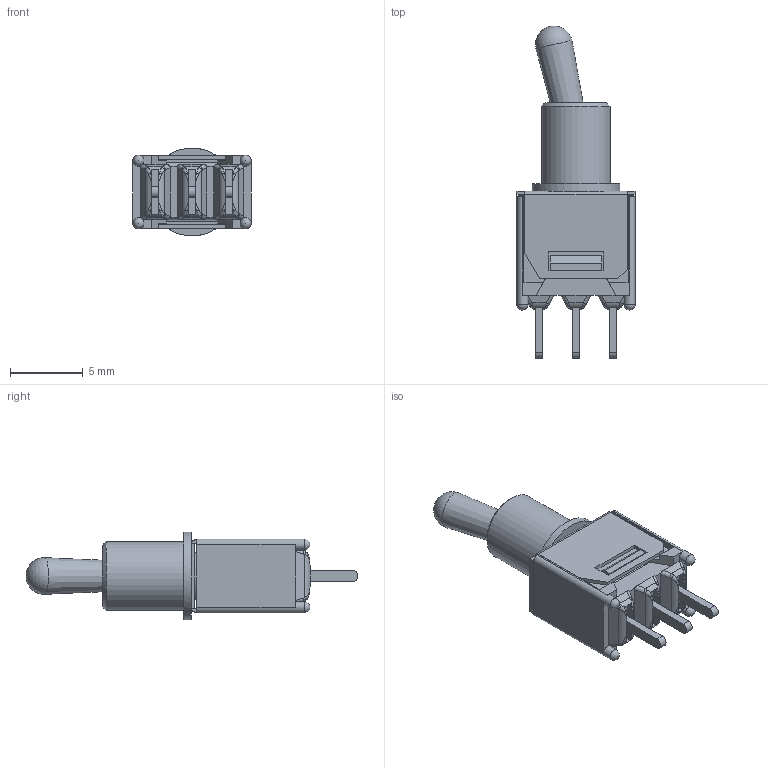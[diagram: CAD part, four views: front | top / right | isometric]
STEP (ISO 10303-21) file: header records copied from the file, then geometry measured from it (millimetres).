
FILE_DESCRIPTION( ( 'STEP AP214' ), ' ' );
FILE_NAME( 'T103MY9CQE.stp', '2018-03-07T05:15:40', ( '' ), ( '' ), ' ', 'PARTsolutions', ' ' );
FILE_SCHEMA( ( 'AUTOMOTIVE_DESIGN { 1 0 10303 214 1 1 1 1 }' ) );
Length unit declared in the file: inch
Products named in the file (3): T103MY9CQE; _T103MY9CQE_PART1; 1
Assembly tree (2 placements, depth 2):
  T103MY9CQE
    _T103MY9CQE_PART1
    1
Bounding box: 8.13 x 22.83 x 6.03 mm (x, y, z)
Volume: 294.8 mm3; surface area: 1035.6 mm2
Topology: 2 solids, 2 shells, 385 faces, 1101 edges, 696 vertices
Faces by surface type: plane 269, cylinder 66, bspline 36, cone 6, sphere 6, torus 2
Full cylindrical faces by diameter (mm): 0.762 x4, 1.295 x1, 2.718 x1, 3.175 x1
Entity records: 13614 total; most frequent: CARTESIAN_POINT 3952, ORIENTED_EDGE 2134, DIRECTION 1792, EDGE_CURVE 1067, LINE 802, VECTOR 802, VERTEX_POINT 688, AXIS2_PLACEMENT_3D 495
